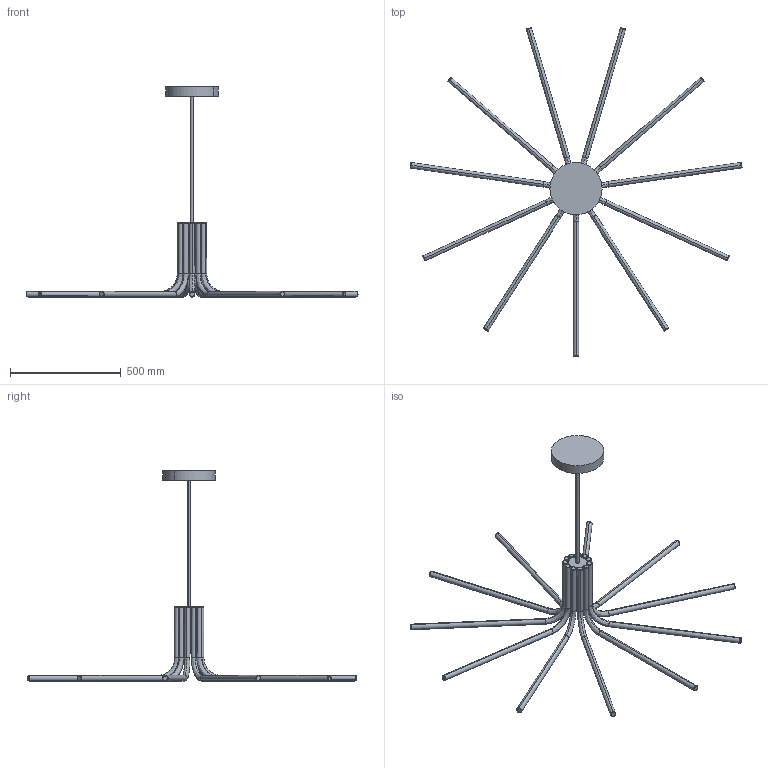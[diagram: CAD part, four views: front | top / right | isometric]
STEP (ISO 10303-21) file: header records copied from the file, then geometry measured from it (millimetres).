
FILE_DESCRIPTION(/* description */ (''),/* implementation_level */ '2;1');
FILE_NAME(/* name */ 'Veil Suspension',/* time_stamp */ '2025-03-06T11:55:18+01:00',/* author */ (''),/* organization */ (''),/* preprocessor_version */ 'ST-DEVELOPER v16.5',/* originating_system */ 'Rhino 7.38',/* authorisation */ '');
FILE_SCHEMA (('AUTOMOTIVE_DESIGN'));
Products named in the file (1): Document
Bounding box: 1499.61 x 1484.48 x 950.52 mm (x, y, z)
Volume: 8798283.8 mm3; surface area: 1741207.1 mm2
Topology: 45 solids, 46 shells, 1997 faces, 4995 edges, 3150 vertices
Faces by surface type: cylinder 941, plane 579, bspline 477
Entity records: 97147 total; most frequent: CARTESIAN_POINT 51346, ORIENTED_EDGE 9976, EDGE_CURVE 4992, VERTEX_POINT 3145, B_SPLINE_CURVE_WITH_KNOTS 2556, EDGE_LOOP 2056, ADVANCED_FACE 1997, FACE_OUTER_BOUND 1997
